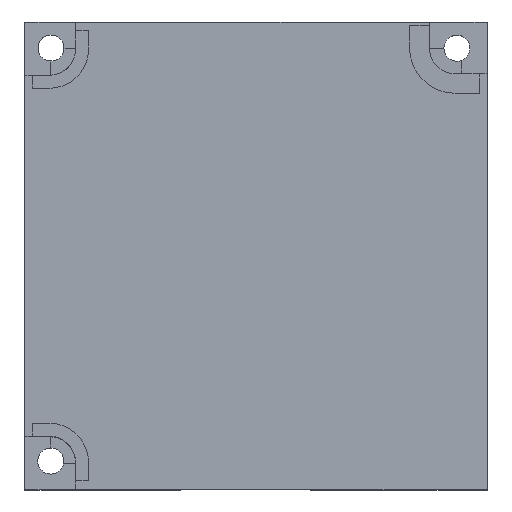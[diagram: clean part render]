
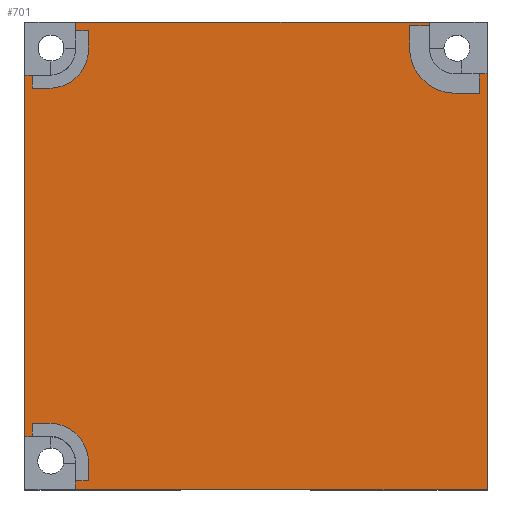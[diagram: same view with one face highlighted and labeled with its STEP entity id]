
A CAD part, top view. The second image highlights one B-rep face of the part: STEP entity #701.
In plain terms, the highlighted planar face has unit normal (0, 0, 1).
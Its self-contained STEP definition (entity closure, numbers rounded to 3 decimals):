
#186 = VERTEX_POINT('',#187);
#187 = CARTESIAN_POINT('',(7.6,-25.25,111.5));
#193 = EDGE_CURVE('',#186,#194,#196,.T.);
#194 = VERTEX_POINT('',#195);
#195 = CARTESIAN_POINT('',(34.85,-25.25,111.5));
#196 = LINE('',#197,#198);
#197 = CARTESIAN_POINT('',(3.7,-25.25,111.5));
#198 = VECTOR('',#199,1.);
#199 = DIRECTION('',(1.,0.,0.));
#673 = EDGE_CURVE('',#194,#674,#676,.T.);
#674 = VERTEX_POINT('',#675);
#675 = CARTESIAN_POINT('',(34.85,-25.529,111.5));
#676 = LINE('',#677,#678);
#677 = CARTESIAN_POINT('',(34.85,-24.826,111.5));
#678 = VECTOR('',#679,1.);
#679 = DIRECTION('',(0.,-1.,0.));
#701 = ADVANCED_FACE('',(#702),#891,.T.);
#702 = FACE_BOUND('',#703,.T.);
#703 = EDGE_LOOP('',(#704,#705,#713,#721,#729,#738,#746,#754,#762,#770,
    #778,#786,#794,#803,#811,#819,#827,#835,#843,#851,#859,#867,#876,
    #884,#890));
#704 = ORIENTED_EDGE('',*,*,#193,.F.);
#705 = ORIENTED_EDGE('',*,*,#706,.T.);
#706 = EDGE_CURVE('',#186,#707,#709,.T.);
#707 = VERTEX_POINT('',#708);
#708 = CARTESIAN_POINT('',(7.6,-25.922,111.5));
#709 = LINE('',#710,#711);
#710 = CARTESIAN_POINT('',(7.6,-25.25,111.5));
#711 = VECTOR('',#712,1.);
#712 = DIRECTION('',(0.,-1.,0.));
#713 = ORIENTED_EDGE('',*,*,#714,.T.);
#714 = EDGE_CURVE('',#707,#715,#717,.T.);
#715 = VERTEX_POINT('',#716);
#716 = CARTESIAN_POINT('',(8.6,-25.922,111.5));
#717 = LINE('',#718,#719);
#718 = CARTESIAN_POINT('',(7.6,-25.922,111.5));
#719 = VECTOR('',#720,1.);
#720 = DIRECTION('',(1.,0.,0.));
#721 = ORIENTED_EDGE('',*,*,#722,.T.);
#722 = EDGE_CURVE('',#715,#723,#725,.T.);
#723 = VERTEX_POINT('',#724);
#724 = CARTESIAN_POINT('',(8.6,-27.332,111.5));
#725 = LINE('',#726,#727);
#726 = CARTESIAN_POINT('',(8.6,-25.922,111.5));
#727 = VECTOR('',#728,1.);
#728 = DIRECTION('',(0.,-1.,0.));
#729 = ORIENTED_EDGE('',*,*,#730,.T.);
#730 = EDGE_CURVE('',#723,#731,#733,.T.);
#731 = VERTEX_POINT('',#732);
#732 = CARTESIAN_POINT('',(5.63,-30.35,111.5));
#733 = CIRCLE('',#734,3.);
#734 = AXIS2_PLACEMENT_3D('',#735,#736,#737);
#735 = CARTESIAN_POINT('',(5.6,-27.35,111.5));
#736 = DIRECTION('',(0.,0.,-1.));
#737 = DIRECTION('',(1.,0.,0.));
#738 = ORIENTED_EDGE('',*,*,#739,.T.);
#739 = EDGE_CURVE('',#731,#740,#742,.T.);
#740 = VERTEX_POINT('',#741);
#741 = CARTESIAN_POINT('',(4.281,-30.35,111.5));
#742 = LINE('',#743,#744);
#743 = CARTESIAN_POINT('',(5.63,-30.35,111.5));
#744 = VECTOR('',#745,1.);
#745 = DIRECTION('',(-1.,0.,0.));
#746 = ORIENTED_EDGE('',*,*,#747,.T.);
#747 = EDGE_CURVE('',#740,#748,#750,.T.);
#748 = VERTEX_POINT('',#749);
#749 = CARTESIAN_POINT('',(4.281,-29.35,111.5));
#750 = LINE('',#751,#752);
#751 = CARTESIAN_POINT('',(4.281,-30.35,111.5));
#752 = VECTOR('',#753,1.);
#753 = DIRECTION('',(0.,1.,0.));
#754 = ORIENTED_EDGE('',*,*,#755,.T.);
#755 = EDGE_CURVE('',#748,#756,#758,.T.);
#756 = VERTEX_POINT('',#757);
#757 = CARTESIAN_POINT('',(3.7,-29.35,111.5));
#758 = LINE('',#759,#760);
#759 = CARTESIAN_POINT('',(5.6,-29.35,111.5));
#760 = VECTOR('',#761,1.);
#761 = DIRECTION('',(-1.,0.,0.));
#762 = ORIENTED_EDGE('',*,*,#763,.F.);
#763 = EDGE_CURVE('',#764,#756,#766,.T.);
#764 = VERTEX_POINT('',#765);
#765 = CARTESIAN_POINT('',(3.7,-57.15,111.5));
#766 = LINE('',#767,#768);
#767 = CARTESIAN_POINT('',(3.7,-61.25,111.5));
#768 = VECTOR('',#769,1.);
#769 = DIRECTION('',(0.,1.,0.));
#770 = ORIENTED_EDGE('',*,*,#771,.F.);
#771 = EDGE_CURVE('',#772,#764,#774,.T.);
#772 = VERTEX_POINT('',#773);
#773 = CARTESIAN_POINT('',(4.281,-57.15,111.5));
#774 = LINE('',#775,#776);
#775 = CARTESIAN_POINT('',(5.6,-57.15,111.5));
#776 = VECTOR('',#777,1.);
#777 = DIRECTION('',(-1.,0.,0.));
#778 = ORIENTED_EDGE('',*,*,#779,.F.);
#779 = EDGE_CURVE('',#780,#772,#782,.T.);
#780 = VERTEX_POINT('',#781);
#781 = CARTESIAN_POINT('',(4.281,-56.15,111.5));
#782 = LINE('',#783,#784);
#783 = CARTESIAN_POINT('',(4.281,-56.15,111.5));
#784 = VECTOR('',#785,1.);
#785 = DIRECTION('',(0.,-1.,0.));
#786 = ORIENTED_EDGE('',*,*,#787,.F.);
#787 = EDGE_CURVE('',#788,#780,#790,.T.);
#788 = VERTEX_POINT('',#789);
#789 = CARTESIAN_POINT('',(5.63,-56.15,111.5));
#790 = LINE('',#791,#792);
#791 = CARTESIAN_POINT('',(5.63,-56.15,111.5));
#792 = VECTOR('',#793,1.);
#793 = DIRECTION('',(-1.,0.,0.));
#794 = ORIENTED_EDGE('',*,*,#795,.T.);
#795 = EDGE_CURVE('',#788,#796,#798,.T.);
#796 = VERTEX_POINT('',#797);
#797 = CARTESIAN_POINT('',(8.6,-59.168,111.5));
#798 = CIRCLE('',#799,3.);
#799 = AXIS2_PLACEMENT_3D('',#800,#801,#802);
#800 = CARTESIAN_POINT('',(5.6,-59.15,111.5));
#801 = DIRECTION('',(0.,0.,-1.));
#802 = DIRECTION('',(1.,0.,0.));
#803 = ORIENTED_EDGE('',*,*,#804,.F.);
#804 = EDGE_CURVE('',#805,#796,#807,.T.);
#805 = VERTEX_POINT('',#806);
#806 = CARTESIAN_POINT('',(8.6,-60.578,111.5));
#807 = LINE('',#808,#809);
#808 = CARTESIAN_POINT('',(8.6,-60.578,111.5));
#809 = VECTOR('',#810,1.);
#810 = DIRECTION('',(0.,1.,0.));
#811 = ORIENTED_EDGE('',*,*,#812,.F.);
#812 = EDGE_CURVE('',#813,#805,#815,.T.);
#813 = VERTEX_POINT('',#814);
#814 = CARTESIAN_POINT('',(7.6,-60.578,111.5));
#815 = LINE('',#816,#817);
#816 = CARTESIAN_POINT('',(7.6,-60.578,111.5));
#817 = VECTOR('',#818,1.);
#818 = DIRECTION('',(1.,0.,0.));
#819 = ORIENTED_EDGE('',*,*,#820,.F.);
#820 = EDGE_CURVE('',#821,#813,#823,.T.);
#821 = VERTEX_POINT('',#822);
#822 = CARTESIAN_POINT('',(7.6,-61.25,111.5));
#823 = LINE('',#824,#825);
#824 = CARTESIAN_POINT('',(7.6,-61.25,111.5));
#825 = VECTOR('',#826,1.);
#826 = DIRECTION('',(0.,1.,0.));
#827 = ORIENTED_EDGE('',*,*,#828,.F.);
#828 = EDGE_CURVE('',#829,#821,#831,.T.);
#829 = VERTEX_POINT('',#830);
#830 = CARTESIAN_POINT('',(39.3,-61.25,111.5));
#831 = LINE('',#832,#833);
#832 = CARTESIAN_POINT('',(39.3,-61.25,111.5));
#833 = VECTOR('',#834,1.);
#834 = DIRECTION('',(-1.,0.,0.));
#835 = ORIENTED_EDGE('',*,*,#836,.F.);
#836 = EDGE_CURVE('',#837,#829,#839,.T.);
#837 = VERTEX_POINT('',#838);
#838 = CARTESIAN_POINT('',(39.3,-29.25,111.5));
#839 = LINE('',#840,#841);
#840 = CARTESIAN_POINT('',(39.3,-25.25,111.5));
#841 = VECTOR('',#842,1.);
#842 = DIRECTION('',(0.,-1.,0.));
#843 = ORIENTED_EDGE('',*,*,#844,.F.);
#844 = EDGE_CURVE('',#845,#837,#847,.T.);
#845 = VERTEX_POINT('',#846);
#846 = CARTESIAN_POINT('',(38.692,-29.25,111.5));
#847 = LINE('',#848,#849);
#848 = CARTESIAN_POINT('',(36.85,-29.25,111.5));
#849 = VECTOR('',#850,1.);
#850 = DIRECTION('',(1.,0.,0.));
#851 = ORIENTED_EDGE('',*,*,#852,.F.);
#852 = EDGE_CURVE('',#853,#845,#855,.T.);
#853 = VERTEX_POINT('',#854);
#854 = CARTESIAN_POINT('',(38.692,-30.735,111.5));
#855 = LINE('',#856,#857);
#856 = CARTESIAN_POINT('',(38.692,-30.735,111.5));
#857 = VECTOR('',#858,1.);
#858 = DIRECTION('',(0.,1.,0.));
#859 = ORIENTED_EDGE('',*,*,#860,.F.);
#860 = EDGE_CURVE('',#861,#853,#863,.T.);
#861 = VERTEX_POINT('',#862);
#862 = CARTESIAN_POINT('',(36.825,-30.735,111.5));
#863 = LINE('',#864,#865);
#864 = CARTESIAN_POINT('',(36.825,-30.735,111.5));
#865 = VECTOR('',#866,1.);
#866 = DIRECTION('',(1.,0.,0.));
#867 = ORIENTED_EDGE('',*,*,#868,.T.);
#868 = EDGE_CURVE('',#861,#869,#871,.T.);
#869 = VERTEX_POINT('',#870);
#870 = CARTESIAN_POINT('',(33.327,-27.342,111.5));
#871 = CIRCLE('',#872,3.5);
#872 = AXIS2_PLACEMENT_3D('',#873,#874,#875);
#873 = CARTESIAN_POINT('',(36.825,-27.235,111.5));
#874 = DIRECTION('',(0.,0.,-1.));
#875 = DIRECTION('',(1.,0.,0.));
#876 = ORIENTED_EDGE('',*,*,#877,.F.);
#877 = EDGE_CURVE('',#878,#869,#880,.T.);
#878 = VERTEX_POINT('',#879);
#879 = CARTESIAN_POINT('',(33.327,-25.529,111.5));
#880 = LINE('',#881,#882);
#881 = CARTESIAN_POINT('',(33.327,-25.529,111.5));
#882 = VECTOR('',#883,1.);
#883 = DIRECTION('',(0.,-1.,0.));
#884 = ORIENTED_EDGE('',*,*,#885,.F.);
#885 = EDGE_CURVE('',#674,#878,#886,.T.);
#886 = LINE('',#887,#888);
#887 = CARTESIAN_POINT('',(34.85,-25.529,111.5));
#888 = VECTOR('',#889,1.);
#889 = DIRECTION('',(-1.,0.,0.));
#890 = ORIENTED_EDGE('',*,*,#673,.F.);
#891 = PLANE('',#892);
#892 = AXIS2_PLACEMENT_3D('',#893,#894,#895);
#893 = CARTESIAN_POINT('',(21.5,-43.25,111.5));
#894 = DIRECTION('',(0.,0.,1.));
#895 = DIRECTION('',(1.,0.,0.));
